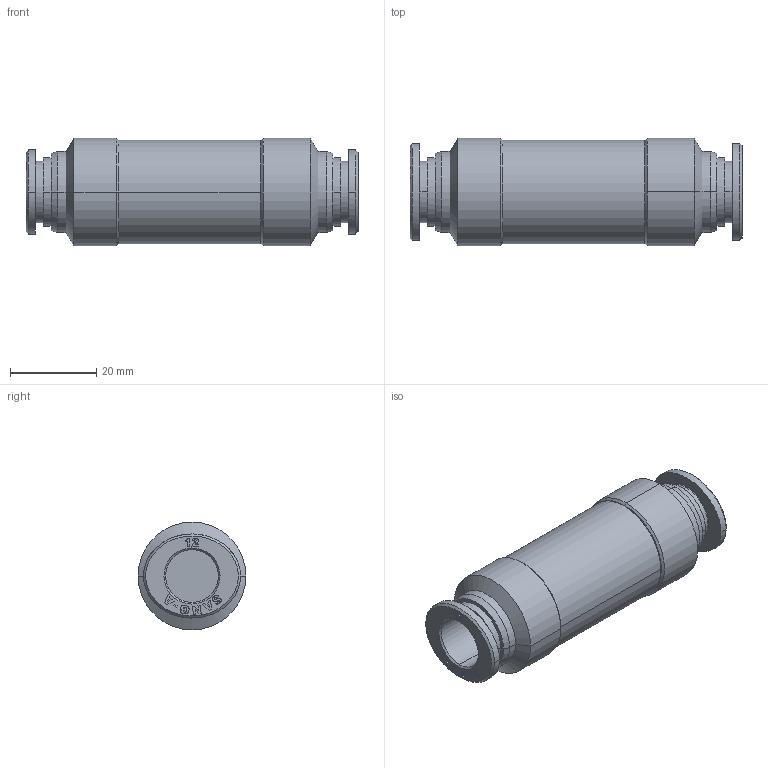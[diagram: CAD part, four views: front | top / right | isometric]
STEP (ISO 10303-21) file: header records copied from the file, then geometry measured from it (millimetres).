
FILE_DESCRIPTION((''),'2;1');
FILE_NAME('GPCVU 12.stp','2017-07-11T14:18:01',(''),(''),'Mechanical Desktop 2009','Mechanical Desktop 2009',', , ');
FILE_SCHEMA(('CONFIG_CONTROL_DESIGN'));
Length unit declared in the file: millimetre
Products named in the file (2): GPCVU 12; ºÎÇ°1
Assembly tree (1 placements, depth 2):
  GPCVU 12
    ºÎÇ°1
Bounding box: 77 x 25 x 25 mm (x, y, z)
Volume: 26514.9 mm3; surface area: 8689.9 mm2
Topology: 1 solids, 1 shells, 737 faces, 2092 edges, 1386 vertices
Faces by surface type: plane 675, cylinder 24, cone 22, bspline 16
Entity records: 24347 total; most frequent: CARTESIAN_POINT 5119, ORIENTED_EDGE 4184, DIRECTION 3578, EDGE_CURVE 2092, VECTOR 1992, LINE 1992, VERTEX_POINT 1386, AXIS2_PLACEMENT_3D 793
